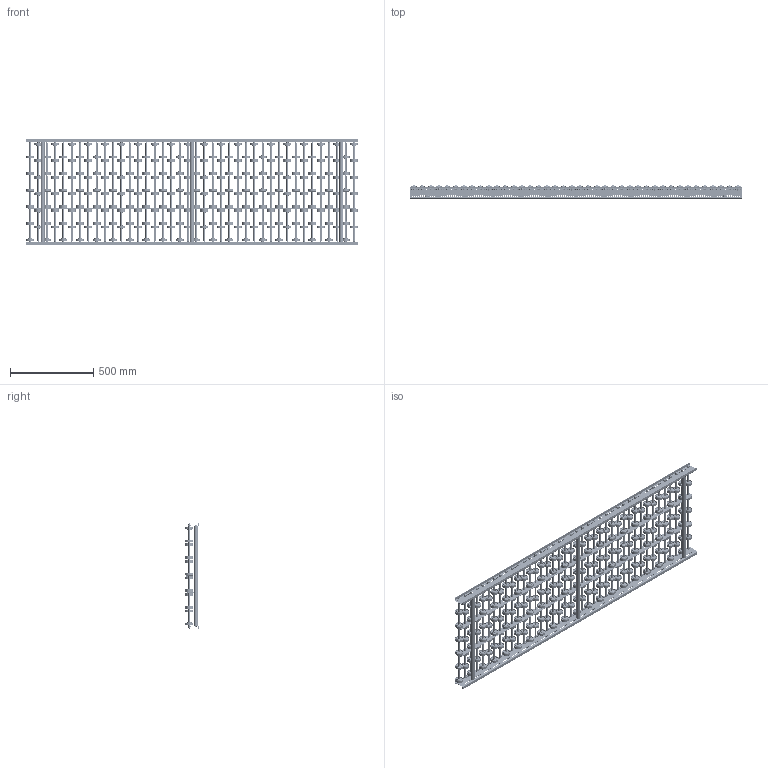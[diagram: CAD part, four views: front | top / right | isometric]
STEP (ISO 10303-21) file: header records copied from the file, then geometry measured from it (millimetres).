
FILE_DESCRIPTION (( 'STEP AP214' ), '1' );
FILE_NAME ('0052366.step', '2021-10-26T13:15:56', ( '' ), ( '' ), 'SwSTEP 2.0', 'SolidWorks 2020', '' );
FILE_SCHEMA (( 'AUTOMOTIVE_DESIGN' ));
Length unit declared in the file: millimetre
Products named in the file (10): 0011532_2300-48-8; 0052366; S100994_Sperrzahnschraube_M08x16-8.8-A2K; Profil_LRB-20x70x20x2_KFG_S100202_U-PROFIL-20-70-20-2-LRB-L=2000; 0046278_KB-ROHR-12X1,75mm_KFG_L75; Röllchenachse-für-Konfiguration_EL600; S100100_Längstraverse-42x2,5_S100103_L„ngstraverse-RB-L2000; Hutmutter_DIN_1587_M8; Traversen_KFG_L600; S106837_Gewindestange-M8-KFG_L620
Assembly tree (146 placements, depth 3):
  0052366
    Profil_LRB-20x70x20x2_KFG_S100202_U-PROFIL-20-70-20-2-LRB-L=2000  x2
    S100994_Sperrzahnschraube_M08x16-8.8-A2K  x6
    Traversen_KFG_L600  x3
    Röllchenachse-für-Konfiguration_EL600  x40
      S106837_Gewindestange-M8-KFG_L620
      0011532_2300-48-8
      0046278_KB-ROHR-12X1,75mm_KFG_L75
    S100100_Längstraverse-42x2,5_S100103_L„ngstraverse-RB-L2000  x2
    Hutmutter_DIN_1587_M8  x80
Bounding box: 2000 x 79 x 640 mm (x, y, z)
Volume: 8063194.5 mm3; surface area: 5677989.4 mm2
Topology: 619 solids, 619 shells, 22562 faces, 47336 edges, 28036 vertices
Faces by surface type: torus 7704, cylinder 7352, plane 4014, cone 3412, bspline 80
Entity records: 37116 total; most frequent: DIRECTION 6879, CARTESIAN_POINT 6252, ORIENTED_EDGE 5652, AXIS2_PLACEMENT_3D 2977, EDGE_CURVE 2826, VERTEX_POINT 1854, EDGE_LOOP 1824, CIRCLE 1821
